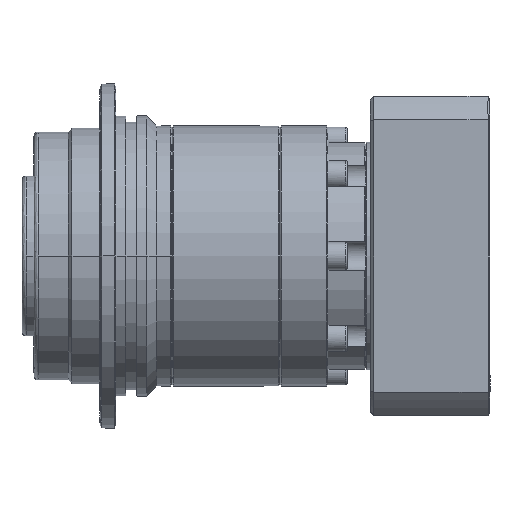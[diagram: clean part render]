
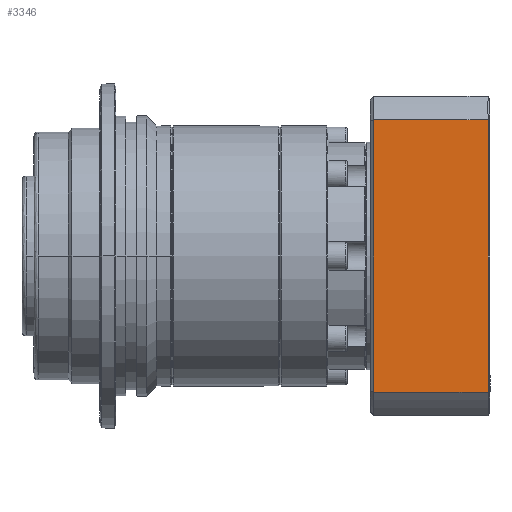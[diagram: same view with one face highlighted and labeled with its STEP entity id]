
A CAD part, front view. The second image highlights one B-rep face of the part: STEP entity #3346.
In plain terms, the highlighted planar face has unit normal (0, -1, 0).
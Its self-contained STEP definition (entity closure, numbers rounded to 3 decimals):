
#707 = DIRECTION ( 'NONE',  ( -1., 0., 0. ) ) ;
#792 = DIRECTION ( 'NONE',  ( 0., 1., 0. ) ) ;
#833 = CARTESIAN_POINT ( 'NONE',  ( -34.004, -40., 33.5 ) ) ;
#960 = DIRECTION ( 'NONE',  ( 0., 0., 1. ) ) ;
#1259 = PLANE ( 'NONE',  #9755 ) ;
#3346 = ADVANCED_FACE ( 'NONE', ( #24949 ), #1259, .F. ) ;
#4748 = LINE ( 'NONE', #13211, #7315 ) ;
#6093 = EDGE_LOOP ( 'NONE', ( #13761, #14635, #11692, #20908 ) ) ;
#7315 = VECTOR ( 'NONE', #960, 1000. ) ;
#7941 = CARTESIAN_POINT ( 'NONE',  ( -34.004, -40., 4.5 ) ) ;
#8325 = EDGE_CURVE ( 'NONE', #17624, #11303, #13673, .T. ) ;
#8566 = DIRECTION ( 'NONE',  ( 1., 0., 0. ) ) ;
#8986 = CARTESIAN_POINT ( 'NONE',  ( -17.002, -40., 4.5 ) ) ;
#9755 = AXIS2_PLACEMENT_3D ( 'NONE', #833, #792, #707 ) ;
#10599 = CARTESIAN_POINT ( 'NONE',  ( 34.004, -40., 33. ) ) ;
#10954 = DIRECTION ( 'NONE',  ( -1., 0., 0. ) ) ;
#11303 = VERTEX_POINT ( 'NONE', #7941 ) ;
#11692 = ORIENTED_EDGE ( 'NONE', *, *, #20650, .F. ) ;
#12794 = LINE ( 'NONE', #18716, #23517 ) ;
#13038 = VECTOR ( 'NONE', #10954, 1000. ) ;
#13211 = CARTESIAN_POINT ( 'NONE',  ( -34.004, -40., 33.5 ) ) ;
#13303 = CARTESIAN_POINT ( 'NONE',  ( -34.004, -40., 33. ) ) ;
#13673 = LINE ( 'NONE', #8986, #13038 ) ;
#13758 = LINE ( 'NONE', #17280, #23224 ) ;
#13761 = ORIENTED_EDGE ( 'NONE', *, *, #17876, .F. ) ;
#14635 = ORIENTED_EDGE ( 'NONE', *, *, #24273, .F. ) ;
#17280 = CARTESIAN_POINT ( 'NONE',  ( 34.004, -40., 0. ) ) ;
#17624 = VERTEX_POINT ( 'NONE', #24251 ) ;
#17707 = VERTEX_POINT ( 'NONE', #10599 ) ;
#17876 = EDGE_CURVE ( 'NONE', #17707, #17624, #13758, .T. ) ;
#18716 = CARTESIAN_POINT ( 'NONE',  ( -34.004, -40., 33. ) ) ;
#18934 = VERTEX_POINT ( 'NONE', #13303 ) ;
#19308 = DIRECTION ( 'NONE',  ( 0., 0., -1. ) ) ;
#20650 = EDGE_CURVE ( 'NONE', #11303, #18934, #4748, .T. ) ;
#20908 = ORIENTED_EDGE ( 'NONE', *, *, #8325, .F. ) ;
#23224 = VECTOR ( 'NONE', #19308, 1000. ) ;
#23517 = VECTOR ( 'NONE', #8566, 1000. ) ;
#24251 = CARTESIAN_POINT ( 'NONE',  ( 34.004, -40., 4.5 ) ) ;
#24273 = EDGE_CURVE ( 'NONE', #18934, #17707, #12794, .T. ) ;
#24949 = FACE_OUTER_BOUND ( 'NONE', #6093, .T. ) ;
